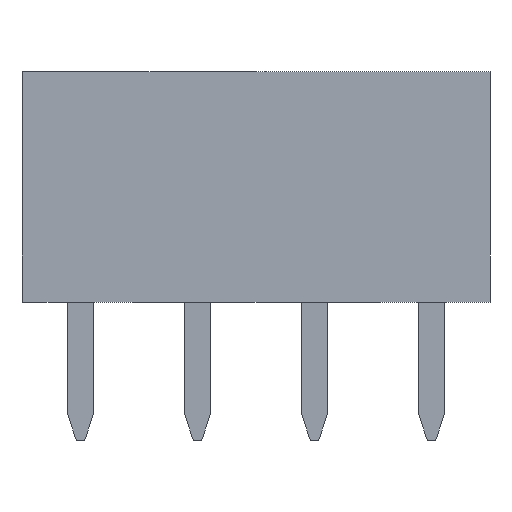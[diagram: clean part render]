
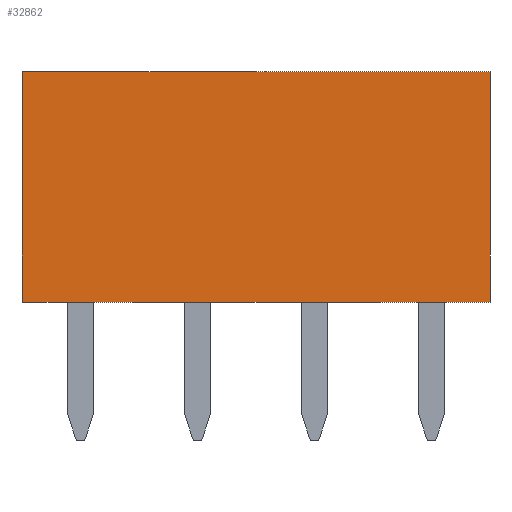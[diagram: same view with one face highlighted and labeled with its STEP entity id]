
A CAD part, left-side view. The second image highlights one B-rep face of the part: STEP entity #32862.
In plain terms, the highlighted planar face has unit normal (-1, 0, 0).
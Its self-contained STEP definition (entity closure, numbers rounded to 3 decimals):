
#100 = PLANE('',#101);
#101 = AXIS2_PLACEMENT_3D('',#102,#103,#104);
#102 = CARTESIAN_POINT('',(-0.02,0.005,0.));
#103 = DIRECTION('',(0.,0.,1.));
#104 = DIRECTION('',(0.,-1.,0.));
#3780 = VERTEX_POINT('',#3781);
#3781 = CARTESIAN_POINT('',(-5.1,-5.075,0.));
#3795 = PLANE('',#3796);
#3796 = AXIS2_PLACEMENT_3D('',#3797,#3798,#3799);
#3797 = CARTESIAN_POINT('',(-5.1,-5.075,5.));
#3798 = DIRECTION('',(0.,-1.,0.));
#3799 = DIRECTION('',(1.,0.,0.));
#3807 = EDGE_CURVE('',#3808,#3780,#3810,.T.);
#3808 = VERTEX_POINT('',#3809);
#3809 = CARTESIAN_POINT('',(-5.1,5.085,0.));
#3810 = SURFACE_CURVE('',#3811,(#3815,#3822),.PCURVE_S1.);
#3811 = LINE('',#3812,#3813);
#3812 = CARTESIAN_POINT('',(-5.1,0.005,0.));
#3813 = VECTOR('',#3814,1.);
#3814 = DIRECTION('',(0.,-1.,0.));
#3815 = PCURVE('',#100,#3816);
#3816 = DEFINITIONAL_REPRESENTATION('',(#3817),#3821);
#3817 = LINE('',#3818,#3819);
#3818 = CARTESIAN_POINT('',(0.,-5.08));
#3819 = VECTOR('',#3820,1.);
#3820 = DIRECTION('',(1.,0.));
#3821 = ( GEOMETRIC_REPRESENTATION_CONTEXT(2) 
PARAMETRIC_REPRESENTATION_CONTEXT() REPRESENTATION_CONTEXT('2D SPACE',''
  ) );
#3822 = PCURVE('',#3823,#3828);
#3823 = PLANE('',#3824);
#3824 = AXIS2_PLACEMENT_3D('',#3825,#3826,#3827);
#3825 = CARTESIAN_POINT('',(-5.1,5.085,5.));
#3826 = DIRECTION('',(-1.,0.,0.));
#3827 = DIRECTION('',(0.,0.,-1.));
#3828 = DEFINITIONAL_REPRESENTATION('',(#3829),#3833);
#3829 = LINE('',#3830,#3831);
#3830 = CARTESIAN_POINT('',(5.,5.08));
#3831 = VECTOR('',#3832,1.);
#3832 = DIRECTION('',(0.,1.));
#3833 = ( GEOMETRIC_REPRESENTATION_CONTEXT(2) 
PARAMETRIC_REPRESENTATION_CONTEXT() REPRESENTATION_CONTEXT('2D SPACE',''
  ) );
#3851 = PLANE('',#3852);
#3852 = AXIS2_PLACEMENT_3D('',#3853,#3854,#3855);
#3853 = CARTESIAN_POINT('',(5.06,5.085,5.));
#3854 = DIRECTION('',(0.,1.,0.));
#3855 = DIRECTION('',(-1.,0.,0.));
#32813 = VERTEX_POINT('',#32814);
#32814 = CARTESIAN_POINT('',(-5.1,-5.075,5.));
#32828 = PLANE('',#32829);
#32829 = AXIS2_PLACEMENT_3D('',#32830,#32831,#32832);
#32830 = CARTESIAN_POINT('',(-0.02,0.005,5.));
#32831 = DIRECTION('',(0.,0.,1.));
#32832 = DIRECTION('',(0.,-1.,0.));
#32840 = EDGE_CURVE('',#32813,#3780,#32841,.T.);
#32841 = SURFACE_CURVE('',#32842,(#32846,#32853),.PCURVE_S1.);
#32842 = LINE('',#32843,#32844);
#32843 = CARTESIAN_POINT('',(-5.1,-5.075,5.));
#32844 = VECTOR('',#32845,1.);
#32845 = DIRECTION('',(0.,0.,-1.));
#32846 = PCURVE('',#3795,#32847);
#32847 = DEFINITIONAL_REPRESENTATION('',(#32848),#32852);
#32848 = LINE('',#32849,#32850);
#32849 = CARTESIAN_POINT('',(0.,0.));
#32850 = VECTOR('',#32851,1.);
#32851 = DIRECTION('',(0.,-1.));
#32852 = ( GEOMETRIC_REPRESENTATION_CONTEXT(2) 
PARAMETRIC_REPRESENTATION_CONTEXT() REPRESENTATION_CONTEXT('2D SPACE',''
  ) );
#32853 = PCURVE('',#3823,#32854);
#32854 = DEFINITIONAL_REPRESENTATION('',(#32855),#32859);
#32855 = LINE('',#32856,#32857);
#32856 = CARTESIAN_POINT('',(0.,10.16));
#32857 = VECTOR('',#32858,1.);
#32858 = DIRECTION('',(1.,0.));
#32859 = ( GEOMETRIC_REPRESENTATION_CONTEXT(2) 
PARAMETRIC_REPRESENTATION_CONTEXT() REPRESENTATION_CONTEXT('2D SPACE',''
  ) );
#32862 = ADVANCED_FACE('',(#32863),#3823,.T.);
#32863 = FACE_BOUND('',#32864,.T.);
#32864 = EDGE_LOOP('',(#32865,#32888,#32909,#32910));
#32865 = ORIENTED_EDGE('',*,*,#32866,.T.);
#32866 = EDGE_CURVE('',#32813,#32867,#32869,.T.);
#32867 = VERTEX_POINT('',#32868);
#32868 = CARTESIAN_POINT('',(-5.1,5.085,5.));
#32869 = SURFACE_CURVE('',#32870,(#32874,#32881),.PCURVE_S1.);
#32870 = LINE('',#32871,#32872);
#32871 = CARTESIAN_POINT('',(-5.1,5.085,5.));
#32872 = VECTOR('',#32873,1.);
#32873 = DIRECTION('',(0.,1.,0.));
#32874 = PCURVE('',#3823,#32875);
#32875 = DEFINITIONAL_REPRESENTATION('',(#32876),#32880);
#32876 = LINE('',#32877,#32878);
#32877 = CARTESIAN_POINT('',(0.,0.));
#32878 = VECTOR('',#32879,1.);
#32879 = DIRECTION('',(0.,-1.));
#32880 = ( GEOMETRIC_REPRESENTATION_CONTEXT(2) 
PARAMETRIC_REPRESENTATION_CONTEXT() REPRESENTATION_CONTEXT('2D SPACE',''
  ) );
#32881 = PCURVE('',#32828,#32882);
#32882 = DEFINITIONAL_REPRESENTATION('',(#32883),#32887);
#32883 = LINE('',#32884,#32885);
#32884 = CARTESIAN_POINT('',(-5.08,-5.08));
#32885 = VECTOR('',#32886,1.);
#32886 = DIRECTION('',(-1.,0.));
#32887 = ( GEOMETRIC_REPRESENTATION_CONTEXT(2) 
PARAMETRIC_REPRESENTATION_CONTEXT() REPRESENTATION_CONTEXT('2D SPACE',''
  ) );
#32888 = ORIENTED_EDGE('',*,*,#32889,.T.);
#32889 = EDGE_CURVE('',#32867,#3808,#32890,.T.);
#32890 = SURFACE_CURVE('',#32891,(#32895,#32902),.PCURVE_S1.);
#32891 = LINE('',#32892,#32893);
#32892 = CARTESIAN_POINT('',(-5.1,5.085,5.));
#32893 = VECTOR('',#32894,1.);
#32894 = DIRECTION('',(0.,0.,-1.));
#32895 = PCURVE('',#3823,#32896);
#32896 = DEFINITIONAL_REPRESENTATION('',(#32897),#32901);
#32897 = LINE('',#32898,#32899);
#32898 = CARTESIAN_POINT('',(0.,0.));
#32899 = VECTOR('',#32900,1.);
#32900 = DIRECTION('',(1.,0.));
#32901 = ( GEOMETRIC_REPRESENTATION_CONTEXT(2) 
PARAMETRIC_REPRESENTATION_CONTEXT() REPRESENTATION_CONTEXT('2D SPACE',''
  ) );
#32902 = PCURVE('',#3851,#32903);
#32903 = DEFINITIONAL_REPRESENTATION('',(#32904),#32908);
#32904 = LINE('',#32905,#32906);
#32905 = CARTESIAN_POINT('',(10.16,0.));
#32906 = VECTOR('',#32907,1.);
#32907 = DIRECTION('',(0.,-1.));
#32908 = ( GEOMETRIC_REPRESENTATION_CONTEXT(2) 
PARAMETRIC_REPRESENTATION_CONTEXT() REPRESENTATION_CONTEXT('2D SPACE',''
  ) );
#32909 = ORIENTED_EDGE('',*,*,#3807,.T.);
#32910 = ORIENTED_EDGE('',*,*,#32840,.F.);
